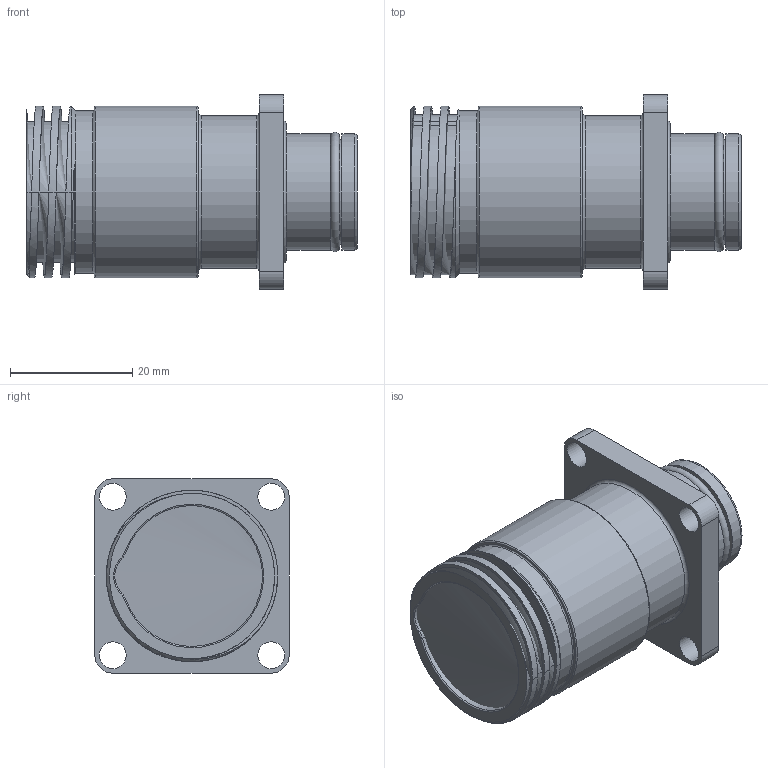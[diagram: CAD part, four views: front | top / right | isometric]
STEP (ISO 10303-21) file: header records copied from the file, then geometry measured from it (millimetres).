
FILE_DESCRIPTION(/* description */ (''),/* implementation_level */ '2;1');
FILE_NAME(/* name */ 'TrustLink MS FCR A 8 M.stp',/* time_stamp */ '2021-03-09T15:40:21+01:00',/* author */ ('sh'),/* organization */ (''),/* preprocessor_version */ 'ST-DEVELOPER v17.2',/* originating_system */ 'Autodesk Inventor 2019',/* authorisation */ '');
FILE_SCHEMA (('AUTOMOTIVE_DESIGN { 1 0 10303 214 3 1 1 }'));
Length unit declared in the file: millimetre
Products named in the file (1): TrustLink MS FCR A 8 M
Bounding box: 54 x 31.75 x 31.75 mm (x, y, z)
Volume: 17760.3 mm3; surface area: 11795 mm2
Topology: 2 solids, 2 shells, 455 faces, 1255 edges, 857 vertices
Faces by surface type: plane 150, cylinder 141, bspline 84, cone 42, torus 30, sphere 8
Full cylindrical faces by diameter (mm): 0.5 x8, 1.02 x8, 1.4 x8, 1.8 x16, 2.3 x8, 3.3 x1, 4.4 x4, 14 x1, 15 x1, 17 x2, 18 x1, 19 x3, 19.5 x1, 20.5 x2, 23 x2, 24.3 x1, 25 x1, 25.2 x4, 26.5 x1, 27 x6, 28 x3
Entity records: 17511 total; most frequent: CARTESIAN_POINT 5517, ORIENTED_EDGE 2478, DIRECTION 2236, EDGE_CURVE 1239, AXIS2_PLACEMENT_3D 868, VERTEX_POINT 857, EDGE_LOOP 555, LINE 500
